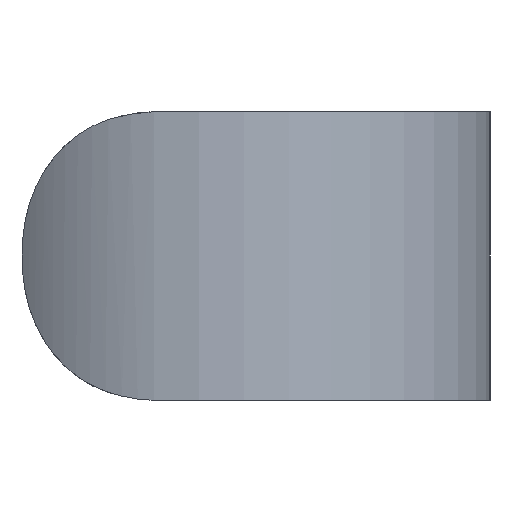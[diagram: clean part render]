
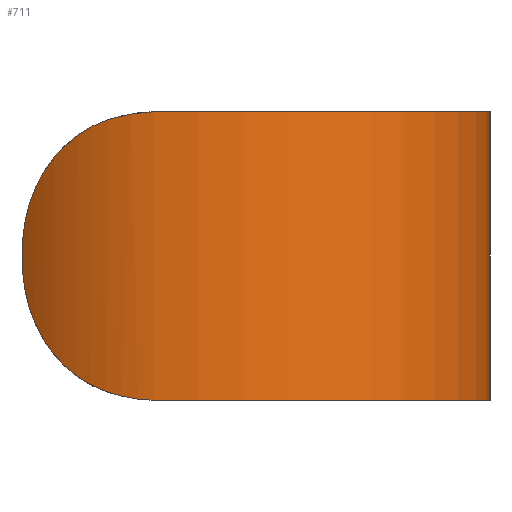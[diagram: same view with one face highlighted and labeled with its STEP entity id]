
A CAD part, left-side view. The second image highlights one B-rep face of the part: STEP entity #711.
In plain terms, the highlighted cylindrical face has radius 14.8 mm (diameter 29.6 mm), a partial arc.
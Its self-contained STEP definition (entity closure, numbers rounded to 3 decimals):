
#5 = ORIENTED_EDGE ( 'NONE', *, *, #171, .T. ) ;
#60 = AXIS2_PLACEMENT_3D ( 'NONE', #665, #664, #667 ) ;
#62 = CARTESIAN_POINT ( 'NONE',  ( -64.81, 17.452, 7.5 ) ) ;
#78 = AXIS2_PLACEMENT_3D ( 'NONE', #731, #729, #728 ) ;
#117 = AXIS2_PLACEMENT_3D ( 'NONE', #696, #694, #689 ) ;
#123 = EDGE_CURVE ( 'NONE', #744, #308, #678, .T. ) ;
#138 = EDGE_CURVE ( 'NONE', #308, #274, #763, .T. ) ;
#156 = EDGE_CURVE ( 'NONE', #274, #554, #795, .T. ) ;
#171 = EDGE_CURVE ( 'NONE', #554, #744, #807, .T. ) ;
#241 = ORIENTED_EDGE ( 'NONE', *, *, #138, .T. ) ;
#274 = VERTEX_POINT ( 'NONE', #638 ) ;
#308 = VERTEX_POINT ( 'NONE', #610 ) ;
#554 = VERTEX_POINT ( 'NONE', #593 ) ;
#593 = CARTESIAN_POINT ( 'NONE',  ( -50.25, 0., 7.5 ) ) ;
#610 = CARTESIAN_POINT ( 'NONE',  ( -64.81, 17.452, -7.5 ) ) ;
#638 = CARTESIAN_POINT ( 'NONE',  ( -50.25, 0., -7.5 ) ) ;
#664 = DIRECTION ( 'NONE',  ( 0., 0., 1. ) ) ;
#665 = CARTESIAN_POINT ( 'NONE',  ( -50.25, 14.8, -36.125 ) ) ;
#667 = DIRECTION ( 'NONE',  ( 1., 0., 0. ) ) ;
#678 = B_SPLINE_CURVE_WITH_KNOTS ( 'NONE', 3,
 ( #1005, #1010, #1009, #1003, #1002, #1001, #1000, #999, #998, #997, #996, #995, #994, #993, #992, #991, #990, #989, #988, #986, #983, #981, #980, #979, #978, #977, #976, #975, #974, #973, #972, #971, #970, #969, #968, #967, #966, #965, #963, #962, #961, #960, #959, #958, #957, #955 ),
 .UNSPECIFIED., .F., .F.,
 ( 4, 2, 2, 2, 2, 2, 2, 2, 2, 2, 2, 2, 2, 2, 2, 2, 2, 2, 2, 2, 2, 2, 4 ),
 ( 0., 0.001, 0.003, 0.004, 0.004, 0.006, 0.007, 0.008, 0.009, 0.01, 0.011, 0.012, 0.013, 0.015, 0.016, 0.016, 0.018, 0.019, 0.019, 0.021, 0.022, 0.022, 0.024 ),
 .UNSPECIFIED. ) ;
#689 = DIRECTION ( 'NONE',  ( 1., 0., 0. ) ) ;
#694 = DIRECTION ( 'NONE',  ( 0., 0., -1. ) ) ;
#696 = CARTESIAN_POINT ( 'NONE',  ( -50.25, 14.8, 7.5 ) ) ;
#707 = DIRECTION ( 'NONE',  ( 0., 0., 1. ) ) ;
#711 = ADVANCED_FACE ( 'NONE', ( #882 ), #909, .T. ) ;
#714 = CARTESIAN_POINT ( 'NONE',  ( -50.25, 0., 0. ) ) ;
#728 = DIRECTION ( 'NONE',  ( 1., 0., 0. ) ) ;
#729 = DIRECTION ( 'NONE',  ( 0., 0., 1. ) ) ;
#731 = CARTESIAN_POINT ( 'NONE',  ( -50.25, 14.8, -7.5 ) ) ;
#744 = VERTEX_POINT ( 'NONE', #62 ) ;
#763 = CIRCLE ( 'NONE', #78, 14.8 ) ;
#795 = LINE ( 'NONE', #714, #805 ) ;
#805 = VECTOR ( 'NONE', #707, 1000. ) ;
#807 = CIRCLE ( 'NONE', #117, 14.8 ) ;
#882 = FACE_OUTER_BOUND ( 'NONE', #1022, .T. ) ;
#909 = CYLINDRICAL_SURFACE ( 'NONE', #60, 14.8 ) ;
#955 = CARTESIAN_POINT ( 'NONE',  ( -64.81, 17.452, -7.5 ) ) ;
#957 = CARTESIAN_POINT ( 'NONE',  ( -64.721, 17.944, -7.48 ) ) ;
#958 = CARTESIAN_POINT ( 'NONE',  ( -64.606, 18.429, -7.426 ) ) ;
#959 = CARTESIAN_POINT ( 'NONE',  ( -64.405, 19.13, -7.285 ) ) ;
#960 = CARTESIAN_POINT ( 'NONE',  ( -64.332, 19.359, -7.228 ) ) ;
#961 = CARTESIAN_POINT ( 'NONE',  ( -64.178, 19.811, -7.093 ) ) ;
#962 = CARTESIAN_POINT ( 'NONE',  ( -64.096, 20.034, -7.013 ) ) ;
#963 = CARTESIAN_POINT ( 'NONE',  ( -63.838, 20.683, -6.741 ) ) ;
#965 = CARTESIAN_POINT ( 'NONE',  ( -63.656, 21.083, -6.518 ) ) ;
#966 = CARTESIAN_POINT ( 'NONE',  ( -63.377, 21.639, -6.118 ) ) ;
#967 = CARTESIAN_POINT ( 'NONE',  ( -63.282, 21.817, -5.974 ) ) ;
#968 = CARTESIAN_POINT ( 'NONE',  ( -63.093, 22.157, -5.664 ) ) ;
#969 = CARTESIAN_POINT ( 'NONE',  ( -62.998, 22.32, -5.497 ) ) ;
#970 = CARTESIAN_POINT ( 'NONE',  ( -62.721, 22.777, -4.978 ) ) ;
#971 = CARTESIAN_POINT ( 'NONE',  ( -62.542, 23.048, -4.604 ) ) ;
#972 = CARTESIAN_POINT ( 'NONE',  ( -62.295, 23.401, -3.994 ) ) ;
#973 = CARTESIAN_POINT ( 'NONE',  ( -62.216, 23.51, -3.781 ) ) ;
#974 = CARTESIAN_POINT ( 'NONE',  ( -62.072, 23.705, -3.348 ) ) ;
#975 = CARTESIAN_POINT ( 'NONE',  ( -62.006, 23.792, -3.127 ) ) ;
#976 = CARTESIAN_POINT ( 'NONE',  ( -61.828, 24.021, -2.448 ) ) ;
#977 = CARTESIAN_POINT ( 'NONE',  ( -61.736, 24.133, -1.977 ) ) ;
#978 = CARTESIAN_POINT ( 'NONE',  ( -61.615, 24.28, -0.994 ) ) ;
#979 = CARTESIAN_POINT ( 'NONE',  ( -61.588, 24.313, -0.499 ) ) ;
#980 = CARTESIAN_POINT ( 'NONE',  ( -61.587, 24.313, 0.245 ) ) ;
#981 = CARTESIAN_POINT ( 'NONE',  ( -61.594, 24.305, 0.493 ) ) ;
#983 = CARTESIAN_POINT ( 'NONE',  ( -61.623, 24.27, 0.99 ) ) ;
#985 = ORIENTED_EDGE ( 'NONE', *, *, #156, .T. ) ;
#986 = CARTESIAN_POINT ( 'NONE',  ( -61.646, 24.243, 1.238 ) ) ;
#988 = CARTESIAN_POINT ( 'NONE',  ( -61.735, 24.135, 1.967 ) ) ;
#989 = CARTESIAN_POINT ( 'NONE',  ( -61.826, 24.024, 2.439 ) ) ;
#990 = CARTESIAN_POINT ( 'NONE',  ( -62.005, 23.793, 3.123 ) ) ;
#991 = CARTESIAN_POINT ( 'NONE',  ( -62.072, 23.705, 3.349 ) ) ;
#992 = CARTESIAN_POINT ( 'NONE',  ( -62.217, 23.509, 3.783 ) ) ;
#993 = CARTESIAN_POINT ( 'NONE',  ( -62.295, 23.401, 3.993 ) ) ;
#994 = CARTESIAN_POINT ( 'NONE',  ( -62.54, 23.051, 4.599 ) ) ;
#995 = CARTESIAN_POINT ( 'NONE',  ( -62.719, 22.781, 4.974 ) ) ;
#996 = CARTESIAN_POINT ( 'NONE',  ( -63.091, 22.167, 5.671 ) ) ;
#997 = CARTESIAN_POINT ( 'NONE',  ( -63.281, 21.829, 5.98 ) ) ;
#998 = CARTESIAN_POINT ( 'NONE',  ( -63.561, 21.273, 6.384 ) ) ;
#999 = CARTESIAN_POINT ( 'NONE',  ( -63.654, 21.079, 6.509 ) ) ;
#1000 = CARTESIAN_POINT ( 'NONE',  ( -63.836, 20.674, 6.74 ) ) ;
#1001 = CARTESIAN_POINT ( 'NONE',  ( -63.924, 20.467, 6.845 ) ) ;
#1002 = CARTESIAN_POINT ( 'NONE',  ( -64.177, 19.828, 7.123 ) ) ;
#1003 = CARTESIAN_POINT ( 'NONE',  ( -64.335, 19.371, 7.241 ) ) ;
#1005 = CARTESIAN_POINT ( 'NONE',  ( -64.81, 17.452, 7.5 ) ) ;
#1009 = CARTESIAN_POINT ( 'NONE',  ( -64.608, 18.425, 7.415 ) ) ;
#1010 = CARTESIAN_POINT ( 'NONE',  ( -64.721, 17.943, 7.467 ) ) ;
#1019 = ORIENTED_EDGE ( 'NONE', *, *, #123, .T. ) ;
#1022 = EDGE_LOOP ( 'NONE', ( #1019, #241, #985, #5 ) ) ;
